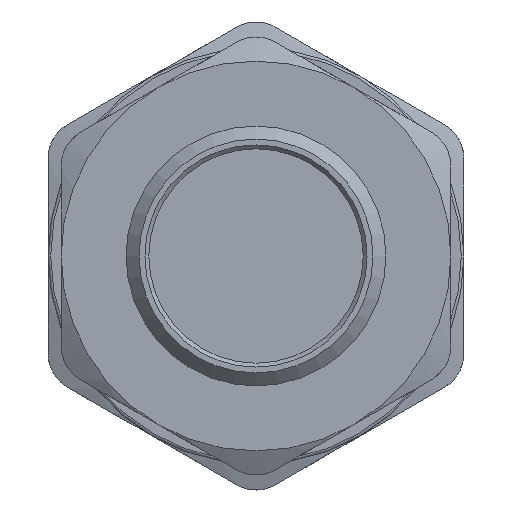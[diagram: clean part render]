
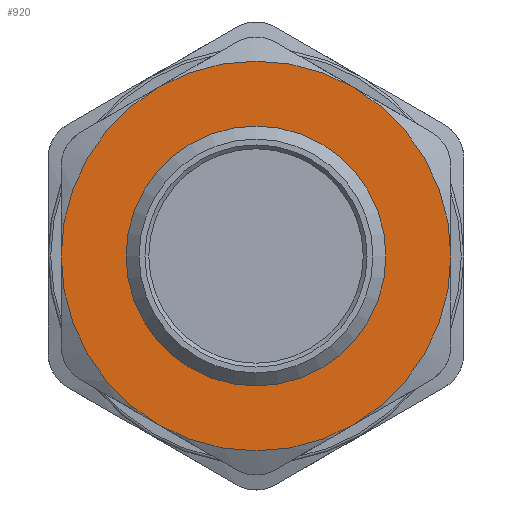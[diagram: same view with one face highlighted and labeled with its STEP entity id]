
A CAD part, front view. The second image highlights one B-rep face of the part: STEP entity #920.
In plain terms, the highlighted planar face has unit normal (0, -1, 0).
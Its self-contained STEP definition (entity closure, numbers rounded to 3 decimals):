
#185=FACE_BOUND('',#307,.T.);
#248=FACE_OUTER_BOUND('',#306,.T.);
#306=EDGE_LOOP('',(#628,#629,#630,#631,#632,#633));
#307=EDGE_LOOP('',(#634));
#368=CIRCLE('',#1004,15.);
#369=CIRCLE('',#1005,15.);
#370=CIRCLE('',#1006,15.);
#371=CIRCLE('',#1007,15.);
#372=CIRCLE('',#1008,15.);
#373=CIRCLE('',#1009,15.);
#374=CIRCLE('',#1010,9.2);
#406=VERTEX_POINT('',#1329);
#407=VERTEX_POINT('',#1330);
#408=VERTEX_POINT('',#1332);
#409=VERTEX_POINT('',#1334);
#410=VERTEX_POINT('',#1336);
#411=VERTEX_POINT('',#1338);
#412=VERTEX_POINT('',#1341);
#491=EDGE_CURVE('',#406,#407,#368,.T.);
#492=EDGE_CURVE('',#408,#406,#369,.T.);
#493=EDGE_CURVE('',#409,#408,#370,.T.);
#494=EDGE_CURVE('',#410,#409,#371,.T.);
#495=EDGE_CURVE('',#411,#410,#372,.T.);
#496=EDGE_CURVE('',#407,#411,#373,.T.);
#497=EDGE_CURVE('',#412,#412,#374,.T.);
#628=ORIENTED_EDGE('',*,*,#491,.F.);
#629=ORIENTED_EDGE('',*,*,#492,.F.);
#630=ORIENTED_EDGE('',*,*,#493,.F.);
#631=ORIENTED_EDGE('',*,*,#494,.F.);
#632=ORIENTED_EDGE('',*,*,#495,.F.);
#633=ORIENTED_EDGE('',*,*,#496,.F.);
#634=ORIENTED_EDGE('',*,*,#497,.T.);
#902=PLANE('',#1003);
#920=ADVANCED_FACE('',(#248,#185),#902,.T.);
#1003=AXIS2_PLACEMENT_3D('',#1328,#1105,#1106);
#1004=AXIS2_PLACEMENT_3D('',#1331,#1107,#1108);
#1005=AXIS2_PLACEMENT_3D('',#1333,#1109,#1110);
#1006=AXIS2_PLACEMENT_3D('',#1335,#1111,#1112);
#1007=AXIS2_PLACEMENT_3D('',#1337,#1113,#1114);
#1008=AXIS2_PLACEMENT_3D('',#1339,#1115,#1116);
#1009=AXIS2_PLACEMENT_3D('',#1340,#1117,#1118);
#1010=AXIS2_PLACEMENT_3D('',#1342,#1119,#1120);
#1105=DIRECTION('center_axis',(0.,-1.,0.));
#1106=DIRECTION('ref_axis',(0.,0.,-1.));
#1107=DIRECTION('center_axis',(0.,1.,0.));
#1108=DIRECTION('ref_axis',(1.,0.,0.));
#1109=DIRECTION('center_axis',(0.,1.,0.));
#1110=DIRECTION('ref_axis',(1.,0.,0.));
#1111=DIRECTION('center_axis',(0.,1.,0.));
#1112=DIRECTION('ref_axis',(1.,0.,0.));
#1113=DIRECTION('center_axis',(0.,1.,0.));
#1114=DIRECTION('ref_axis',(1.,0.,0.));
#1115=DIRECTION('center_axis',(0.,1.,0.));
#1116=DIRECTION('ref_axis',(1.,0.,0.));
#1117=DIRECTION('center_axis',(0.,1.,0.));
#1118=DIRECTION('ref_axis',(1.,0.,0.));
#1119=DIRECTION('center_axis',(0.,1.,0.));
#1120=DIRECTION('ref_axis',(1.,0.,0.));
#1328=CARTESIAN_POINT('Origin',(-39.446,24.229,0.));
#1329=CARTESIAN_POINT('',(-39.446,24.229,0.));
#1330=CARTESIAN_POINT('',(-31.946,24.229,12.99));
#1331=CARTESIAN_POINT('Origin',(-24.446,24.229,0.));
#1332=CARTESIAN_POINT('',(-31.946,24.229,-12.99));
#1333=CARTESIAN_POINT('Origin',(-24.446,24.229,0.));
#1334=CARTESIAN_POINT('',(-16.946,24.229,-12.99));
#1335=CARTESIAN_POINT('Origin',(-24.446,24.229,0.));
#1336=CARTESIAN_POINT('',(-9.446,24.229,0.));
#1337=CARTESIAN_POINT('Origin',(-24.446,24.229,0.));
#1338=CARTESIAN_POINT('',(-16.946,24.229,12.99));
#1339=CARTESIAN_POINT('Origin',(-24.446,24.229,0.));
#1340=CARTESIAN_POINT('Origin',(-24.446,24.229,0.));
#1341=CARTESIAN_POINT('',(-15.246,24.229,0.));
#1342=CARTESIAN_POINT('Origin',(-24.446,24.229,0.));
